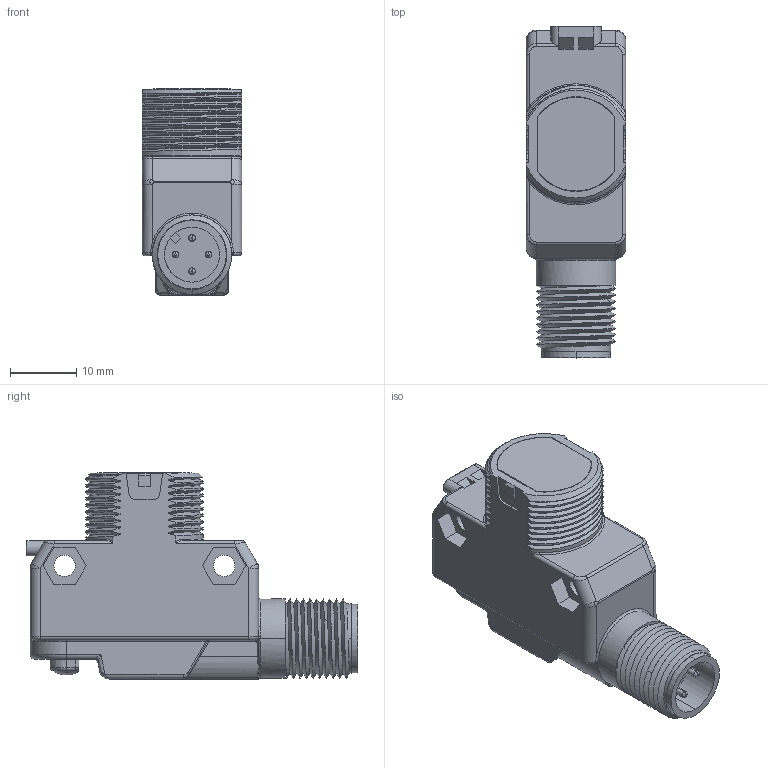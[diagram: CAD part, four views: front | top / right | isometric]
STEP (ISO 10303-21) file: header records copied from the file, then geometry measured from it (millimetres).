
FILE_DESCRIPTION((''),'2;1');
FILE_NAME('139449_SW','2008-04-04T',('banengservice'),('BANNER ENGINEERING'),'PRO/ENGINEER BY PARAMETRIC TECHNOLOGY CORPORATION, 2006170','PRO/ENGINEER BY PARAMETRIC TECHNOLOGY CORPORATION, 2006170','');
FILE_SCHEMA(('CONFIG_CONTROL_DESIGN'));
Length unit declared in the file: inch
Products named in the file (1): 139449_SW
Bounding box: 15 x 50.11 x 31.12 mm (x, y, z)
Volume: 12235.1 mm3; surface area: 5291.5 mm2
Topology: 1 solids, 1 shells, 430 faces, 1071 edges, 656 vertices
Faces by surface type: cylinder 137, bspline 134, plane 111, torus 29, sphere 13, cone 6
Entity records: 23784 total; most frequent: CARTESIAN_POINT 14500, ORIENTED_EDGE 2136, DIRECTION 1587, EDGE_CURVE 1068, VERTEX_POINT 656, AXIS2_PLACEMENT_3D 569, EDGE_LOOP 450, VECTOR 449
